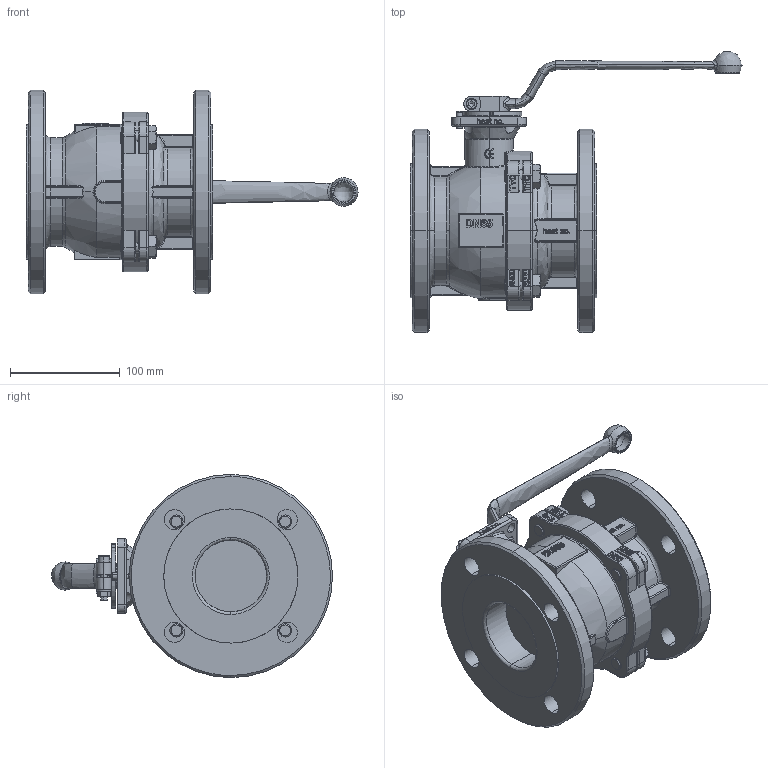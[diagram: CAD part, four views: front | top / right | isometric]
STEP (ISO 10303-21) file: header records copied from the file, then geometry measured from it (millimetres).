
FILE_DESCRIPTION (( 'STEP AP214' ), '1' );
FILE_NAME ('FK05_DN65.STEP', '2022-08-17T12:19:33', ( '' ), ( '' ), 'SwSTEP 2.0', 'SolidWorks 2021', '' );
FILE_SCHEMA (( 'AUTOMOTIVE_DESIGN' ));
Length unit declared in the file: metre
Products named in the file (3): ENG-069065; FK05_DN65; ENG-069065_2
Assembly tree (2 placements, depth 2):
  FK05_DN65
    ENG-069065
    ENG-069065_2
Bounding box: 302 x 255.67 x 185 mm (x, y, z)
Volume: 2154267.9 mm3; surface area: 241245 mm2
Topology: 2 solids, 2 shells, 1313 faces, 3469 edges, 2178 vertices
Faces by surface type: plane 496, bspline 433, cylinder 293, cone 87, torus 4
Entity records: 78291 total; most frequent: CARTESIAN_POINT 35047, ORIENTED_EDGE 6878, DIRECTION 4415, EDGE_CURVE 3439, VERTEX_POINT 2178, LINE 1631, VECTOR 1631, EDGE_LOOP 1431
